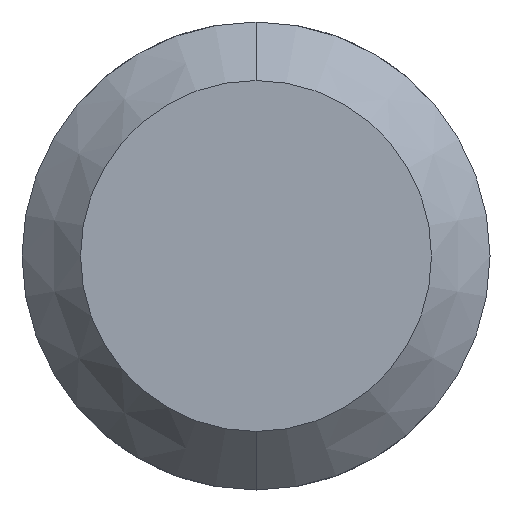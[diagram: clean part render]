
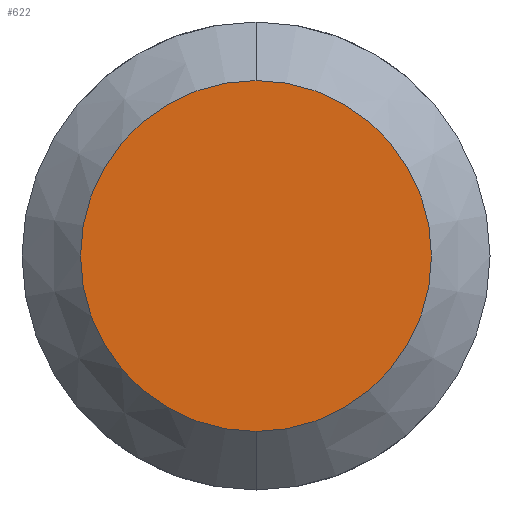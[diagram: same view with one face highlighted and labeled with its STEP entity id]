
A CAD part, front view. The second image highlights one B-rep face of the part: STEP entity #622.
In plain terms, the highlighted planar face has unit normal (0, -1, 0).
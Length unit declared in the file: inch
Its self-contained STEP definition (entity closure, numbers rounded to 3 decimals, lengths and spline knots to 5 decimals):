
#2 = EDGE_CURVE ( 'NONE', #105, #618, #462, .T. ) ;
#77 = PLANE ( 'NONE',  #546 ) ;
#105 = VERTEX_POINT ( 'NONE', #109 ) ;
#109 = CARTESIAN_POINT ( 'NONE',  ( 0., -38.89764, 0.11811 ) ) ;
#113 = ORIENTED_EDGE ( 'NONE', *, *, #2, .F. ) ;
#133 = DIRECTION ( 'NONE',  ( 0., 1., 0. ) ) ;
#148 = DIRECTION ( 'NONE',  ( 0., 0., 1. ) ) ;
#251 = CARTESIAN_POINT ( 'NONE',  ( 0., -38.89764, 0. ) ) ;
#255 = EDGE_CURVE ( 'NONE', #618, #105, #528, .T. ) ;
#266 = FACE_OUTER_BOUND ( 'NONE', #565, .T. ) ;
#319 = DIRECTION ( 'NONE',  ( 0., 0., 1. ) ) ;
#335 = CARTESIAN_POINT ( 'NONE',  ( 0., -38.89764, -0.11811 ) ) ;
#424 = DIRECTION ( 'NONE',  ( 0., 1., 0. ) ) ;
#428 = AXIS2_PLACEMENT_3D ( 'NONE', #471, #424, #319 ) ;
#454 = ORIENTED_EDGE ( 'NONE', *, *, #255, .F. ) ;
#462 = CIRCLE ( 'NONE', #428, 0.11811 ) ;
#471 = CARTESIAN_POINT ( 'NONE',  ( 0., -38.89764, 0. ) ) ;
#492 = DIRECTION ( 'NONE',  ( 0., 0., 1. ) ) ;
#528 = CIRCLE ( 'NONE', #555, 0.11811 ) ;
#541 = CARTESIAN_POINT ( 'NONE',  ( 0.11811, -38.89764, 0. ) ) ;
#546 = AXIS2_PLACEMENT_3D ( 'NONE', #541, #133, #492 ) ;
#555 = AXIS2_PLACEMENT_3D ( 'NONE', #251, #557, #148 ) ;
#557 = DIRECTION ( 'NONE',  ( 0., 1., 0. ) ) ;
#565 = EDGE_LOOP ( 'NONE', ( #113, #454 ) ) ;
#618 = VERTEX_POINT ( 'NONE', #335 ) ;
#622 = ADVANCED_FACE ( 'NONE', ( #266 ), #77, .F. ) ;
